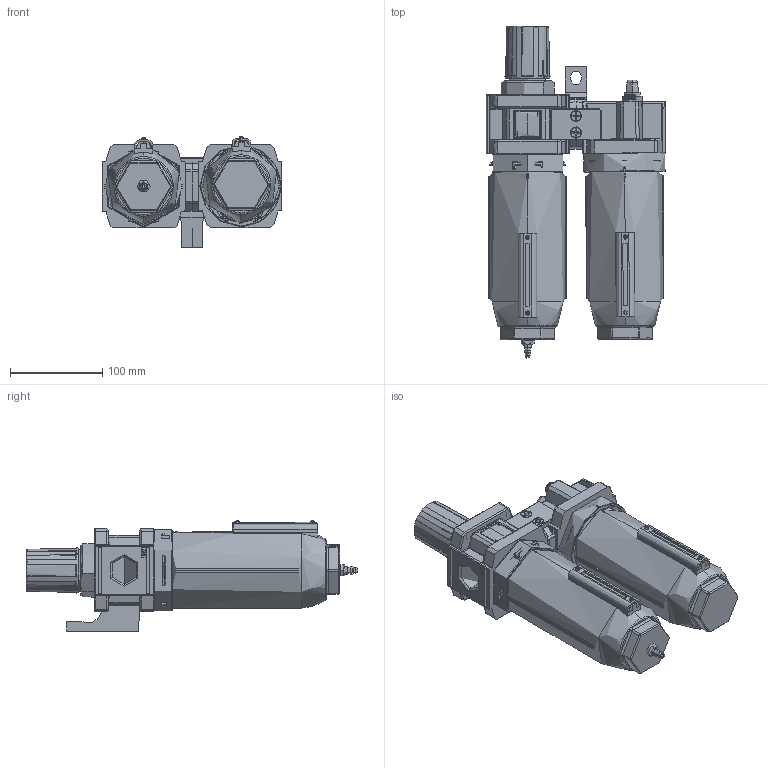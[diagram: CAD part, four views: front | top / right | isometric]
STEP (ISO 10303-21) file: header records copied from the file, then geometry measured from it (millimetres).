
FILE_DESCRIPTION (( 'STEP AP214' ), '1' );
FILE_NAME ('FRL90.STEP', '2021-11-23T04:01:50', ( 'User' ), ( '' ), 'SwSTEP 2.0', 'SolidWorks 2014', '' );
FILE_SCHEMA (( 'AUTOMOTIVE_DESIGN' ));
Length unit declared in the file: millimetre
Products named in the file (59): 進氣閥軸心; L90; 1-埋入式壓力錶; PNC7050; L8016; 十字圓頭螺絲; 連接架B; L8015; _U68; L8013; F7029; FRL90; _U69; L50調油螺絲; 70液面計; L9101修改; 20141103-F9102A-02; FR90; 排水閥; 埋入壓力錶-1; F2117-1; W90調壓閥本體-崁入式壓力錶-拔模; _U60; R5004; R9002
Assembly tree (43 placements, depth 3):
  1-埋入式壓力錶
  _U68
  F7029
  FRL90
    L90
      十字圓頭螺絲
      L8013
      十字圓頭螺絲
    FR90
      十字圓頭螺絲
      十字圓頭螺絲
      十字圓頭螺絲
      R9002
      十字圓頭螺絲
  _U69
Bounding box: 195 x 360.21 x 120.81 mm (x, y, z)
Volume: 1369566.6 mm3; surface area: 468882.8 mm2
Topology: 31 solids, 31 shells, 5886 faces, 14681 edges, 8993 vertices
Faces by surface type: plane 2840, cylinder 1577, bspline 880, cone 291, torus 237, sphere 61
Entity records: 194906 total; most frequent: CARTESIAN_POINT 83462, ORIENTED_EDGE 24420, DIRECTION 20266, EDGE_CURVE 12210, VERTEX_POINT 7559, AXIS2_PLACEMENT_3D 6979, LINE 6308, VECTOR 6308
